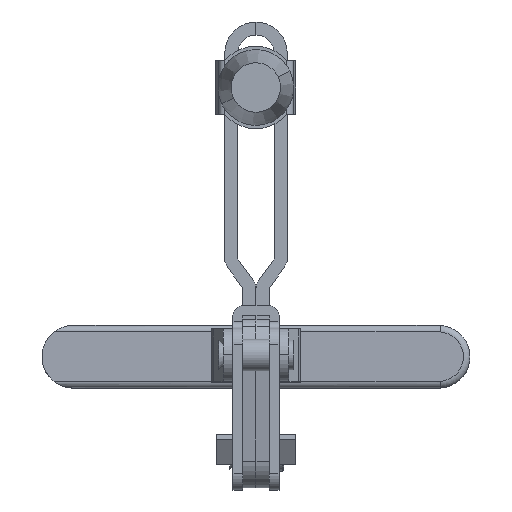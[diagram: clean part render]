
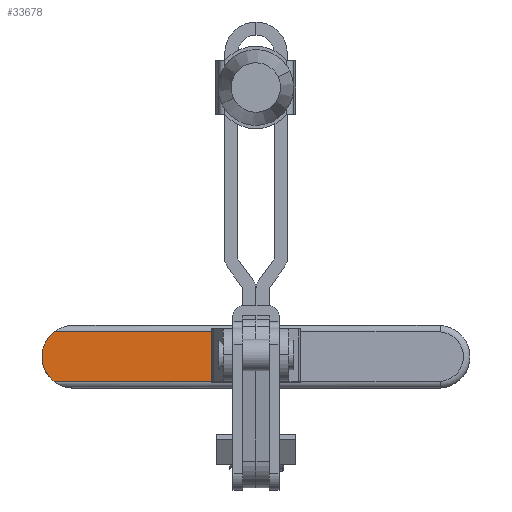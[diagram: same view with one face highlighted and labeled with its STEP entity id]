
A CAD part, front view. The second image highlights one B-rep face of the part: STEP entity #33678.
In plain terms, the highlighted face is planar.
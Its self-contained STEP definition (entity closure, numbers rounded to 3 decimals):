
#440 = AXIS2_PLACEMENT_3D ( 'NONE', #29453, #12240, #32324 ) ;
#2089 = VERTEX_POINT ( 'NONE', #11008 ) ;
#4440 = CARTESIAN_POINT ( 'NONE',  ( 1726.87, -474.557, 0.5 ) ) ;
#6574 = FACE_OUTER_BOUND ( 'NONE', #28469, .T. ) ;
#7420 = CARTESIAN_POINT ( 'NONE',  ( 1726.87, -474.557, 0.5 ) ) ;
#9007 = EDGE_CURVE ( 'NONE', #21886, #21703, #29519, .T. ) ;
#9066 = VERTEX_POINT ( 'NONE', #36218 ) ;
#9351 = PLANE ( 'NONE',  #440 ) ;
#10467 = DIRECTION ( 'NONE',  ( -1., 0., 0. ) ) ;
#10579 = ORIENTED_EDGE ( 'NONE', *, *, #28691, .F. ) ;
#11008 = CARTESIAN_POINT ( 'NONE',  ( 1726.87, -474.557, 15.5 ) ) ;
#11288 = CARTESIAN_POINT ( 'NONE',  ( 1726.87, -531.409, 0.5 ) ) ;
#12240 = DIRECTION ( 'NONE',  ( -1., 0., 0. ) ) ;
#13367 = VECTOR ( 'NONE', #32419, 1000. ) ;
#14200 = VECTOR ( 'NONE', #21645, 1000. ) ;
#14852 = ORIENTED_EDGE ( 'NONE', *, *, #9007, .T. ) ;
#14917 = EDGE_CURVE ( 'NONE', #2089, #9066, #26453, .T. ) ;
#14989 = AXIS2_PLACEMENT_3D ( 'NONE', #27692, #10467, #30551 ) ;
#17762 = CARTESIAN_POINT ( 'NONE',  ( 1726.87, -526.057, 15.5 ) ) ;
#21645 = DIRECTION ( 'NONE',  ( 0., 1., 0. ) ) ;
#21703 = VERTEX_POINT ( 'NONE', #7420 ) ;
#21886 = VERTEX_POINT ( 'NONE', #11288 ) ;
#23632 = CARTESIAN_POINT ( 'NONE',  ( 1726.87, -474.557, -1.5 ) ) ;
#26453 = LINE ( 'NONE', #17762, #34050 ) ;
#27111 = ORIENTED_EDGE ( 'NONE', *, *, #31963, .F. ) ;
#27692 = CARTESIAN_POINT ( 'NONE',  ( 1726.87, -525.557, 8. ) ) ;
#28469 = EDGE_LOOP ( 'NONE', ( #27111, #32496, #10579, #14852 ) ) ;
#28663 = LINE ( 'NONE', #23632, #13367 ) ;
#28691 = EDGE_CURVE ( 'NONE', #21886, #9066, #30763, .T. ) ;
#29453 = CARTESIAN_POINT ( 'NONE',  ( 1726.87, -414.557, 8. ) ) ;
#29519 = LINE ( 'NONE', #4440, #14200 ) ;
#30551 = DIRECTION ( 'NONE',  ( 0., 0., 1. ) ) ;
#30763 = CIRCLE ( 'NONE', #14989, 9.513 ) ;
#31963 = EDGE_CURVE ( 'NONE', #2089, #21703, #28663, .T. ) ;
#32324 = DIRECTION ( 'NONE',  ( 0., 0., 1. ) ) ;
#32419 = DIRECTION ( 'NONE',  ( 0., 0., -1. ) ) ;
#32496 = ORIENTED_EDGE ( 'NONE', *, *, #14917, .T. ) ;
#33678 = ADVANCED_FACE ( 'NONE', ( #6574 ), #9351, .F. ) ;
#34050 = VECTOR ( 'NONE', #34991, 1000. ) ;
#34991 = DIRECTION ( 'NONE',  ( 0., -1., 0. ) ) ;
#36218 = CARTESIAN_POINT ( 'NONE',  ( 1726.87, -531.409, 15.5 ) ) ;
